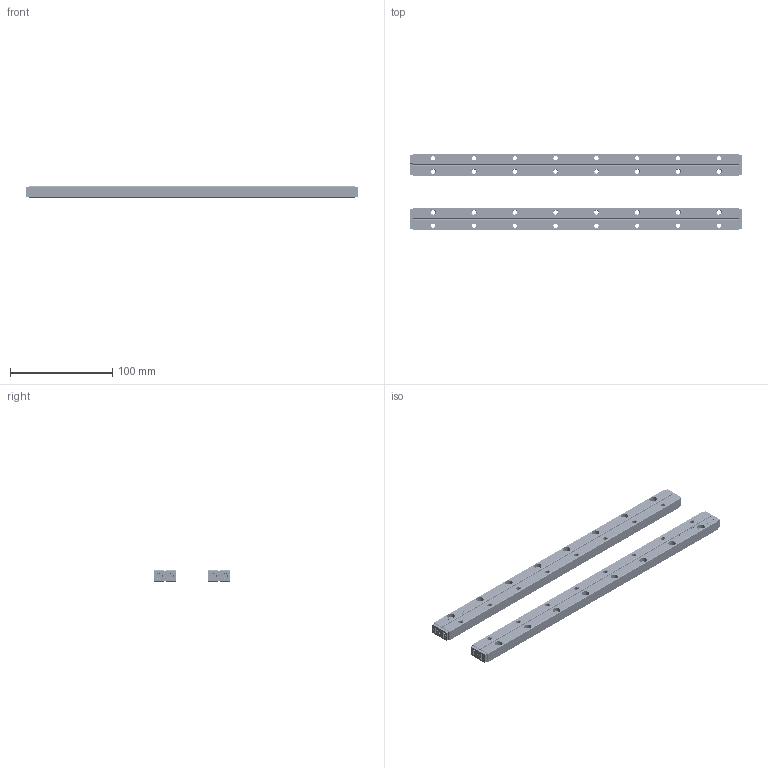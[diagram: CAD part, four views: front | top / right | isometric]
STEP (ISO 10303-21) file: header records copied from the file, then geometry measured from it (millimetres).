
FILE_DESCRIPTION(/* description */ (''),/* implementation_level */ '2;1');
FILE_NAME(/* name */ 'Set RSDE-4320x49KRE_stp.stp',/* time_stamp */ '2025-04-16T11:35:42+02:00',/* author */ (''),/* organization */ (''),/* preprocessor_version */ 'ST-DEVELOPER v16.7',/* originating_system */ 'SIEMENS PLM Software NX 12.0',/* authorisation */ '');
FILE_SCHEMA (('AUTOMOTIVE_DESIGN { 1 0 10303 214 3 1 1 1 }'));
Products named in the file (1): Set RSDE-4320x49KRE_stp
Bounding box: 325.1 x 75 x 11 mm (x, y, z)
Volume: 138418.9 mm3; surface area: 83514.2 mm2
Topology: 126 solids, 126 shells, 5494 faces, 14848 edges, 9678 vertices
Faces by surface type: plane 2132, cylinder 1934, torus 800, bspline 360, cone 268
Full cylindrical faces by diameter (mm): 0.5 x408, 2 x96, 2.6 x8, 3 x8, 3.2 x16, 4 x98, 4.2 x32, 7.5 x32
Entity records: 182961 total; most frequent: CARTESIAN_POINT 38379, DIRECTION 28586, ORIENTED_EDGE 27120, EDGE_CURVE 13560, AXIS2_PLACEMENT_3D 11075, VERTEX_POINT 9364, EDGE_LOOP 7412, LINE 6436
